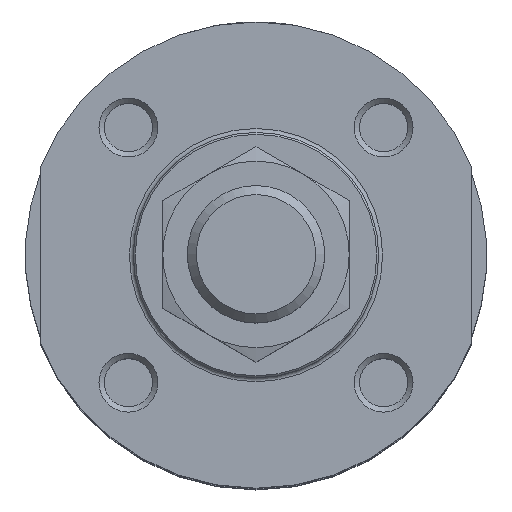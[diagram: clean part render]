
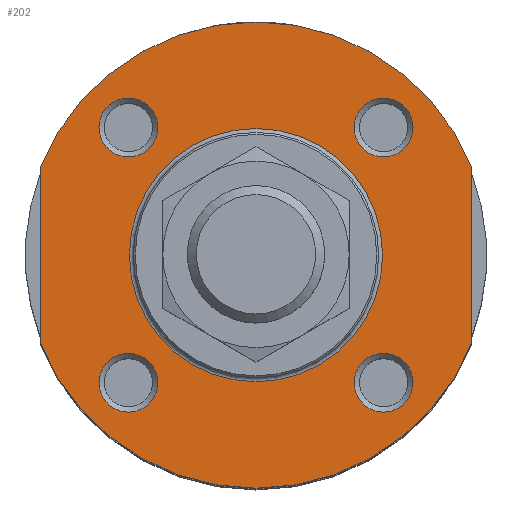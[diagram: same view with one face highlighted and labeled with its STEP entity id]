
A CAD part, top view. The second image highlights one B-rep face of the part: STEP entity #202.
In plain terms, the highlighted planar face has unit normal (0, 0, 1).
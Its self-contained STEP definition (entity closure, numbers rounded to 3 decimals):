
#202 = ADVANCED_FACE( '', ( #381, #382, #383, #384, #385, #386 ), #387, .T. );
#381 = FACE_BOUND( '', #692, .T. );
#382 = FACE_BOUND( '', #693, .T. );
#383 = FACE_BOUND( '', #694, .T. );
#384 = FACE_BOUND( '', #695, .T. );
#385 = FACE_BOUND( '', #696, .T. );
#386 = FACE_OUTER_BOUND( '', #697, .T. );
#387 = PLANE( '', #698 );
#692 = EDGE_LOOP( '', ( #1122 ) );
#693 = EDGE_LOOP( '', ( #1123 ) );
#694 = EDGE_LOOP( '', ( #1124 ) );
#695 = EDGE_LOOP( '', ( #1125 ) );
#696 = EDGE_LOOP( '', ( #1126 ) );
#697 = EDGE_LOOP( '', ( #1127, #1128, #1129, #1130 ) );
#698 = AXIS2_PLACEMENT_3D( '', #1131, #1132, #1133 );
#1122 = ORIENTED_EDGE( '', *, *, #1719, .T. );
#1123 = ORIENTED_EDGE( '', *, *, #1720, .T. );
#1124 = ORIENTED_EDGE( '', *, *, #1721, .T. );
#1125 = ORIENTED_EDGE( '', *, *, #1722, .T. );
#1126 = ORIENTED_EDGE( '', *, *, #1723, .T. );
#1127 = ORIENTED_EDGE( '', *, *, #1707, .T. );
#1128 = ORIENTED_EDGE( '', *, *, #1724, .T. );
#1129 = ORIENTED_EDGE( '', *, *, #1725, .T. );
#1130 = ORIENTED_EDGE( '', *, *, #1726, .T. );
#1131 = CARTESIAN_POINT( '', ( 0., 0., 0. ) );
#1132 = DIRECTION( '', ( 0., 0., 1. ) );
#1133 = DIRECTION( '', ( 1., 0., 0. ) );
#1707 = EDGE_CURVE( '', #1950, #1951, #1952, .T. );
#1719 = EDGE_CURVE( '', #1968, #1968, #1969, .T. );
#1720 = EDGE_CURVE( '', #1970, #1970, #1971, .T. );
#1721 = EDGE_CURVE( '', #1972, #1972, #1973, .T. );
#1722 = EDGE_CURVE( '', #1974, #1974, #1975, .T. );
#1723 = EDGE_CURVE( '', #1976, #1976, #1977, .T. );
#1724 = EDGE_CURVE( '', #1951, #1978, #1979, .T. );
#1725 = EDGE_CURVE( '', #1978, #1980, #1981, .T. );
#1726 = EDGE_CURVE( '', #1980, #1950, #1982, .T. );
#1950 = VERTEX_POINT( '', #2588 );
#1951 = VERTEX_POINT( '', #2589 );
#1952 = CIRCLE( '', #2590, 23.75 );
#1968 = VERTEX_POINT( '', #2611 );
#1969 = CIRCLE( '', #2612, 3. );
#1970 = VERTEX_POINT( '', #2613 );
#1971 = CIRCLE( '', #2614, 3. );
#1972 = VERTEX_POINT( '', #2615 );
#1973 = CIRCLE( '', #2616, 3. );
#1974 = VERTEX_POINT( '', #2617 );
#1975 = CIRCLE( '', #2618, 3. );
#1976 = VERTEX_POINT( '', #2619 );
#1977 = CIRCLE( '', #2620, 12.9 );
#1978 = VERTEX_POINT( '', #2621 );
#1979 = LINE( '', #2622, #2623 );
#1980 = VERTEX_POINT( '', #2624 );
#1981 = CIRCLE( '', #2625, 23.75 );
#1982 = LINE( '', #2626, #2627 );
#2588 = CARTESIAN_POINT( '', ( 22., 8.948, 0. ) );
#2589 = CARTESIAN_POINT( '', ( -22., 8.948, 0. ) );
#2590 = AXIS2_PLACEMENT_3D( '', #3097, #3098, #3099 );
#2611 = CARTESIAN_POINT( '', ( 10., -13., 0. ) );
#2612 = AXIS2_PLACEMENT_3D( '', #3123, #3124, #3125 );
#2613 = CARTESIAN_POINT( '', ( 10., 13., 0. ) );
#2614 = AXIS2_PLACEMENT_3D( '', #3126, #3127, #3128 );
#2615 = CARTESIAN_POINT( '', ( -16., -13., 0. ) );
#2616 = AXIS2_PLACEMENT_3D( '', #3129, #3130, #3131 );
#2617 = CARTESIAN_POINT( '', ( -16., 13., 0. ) );
#2618 = AXIS2_PLACEMENT_3D( '', #3132, #3133, #3134 );
#2619 = CARTESIAN_POINT( '', ( 0., 12.9, 0. ) );
#2620 = AXIS2_PLACEMENT_3D( '', #3135, #3136, #3137 );
#2621 = CARTESIAN_POINT( '', ( -22., -8.948, 0. ) );
#2622 = CARTESIAN_POINT( '', ( -22., 8.948, 0. ) );
#2623 = VECTOR( '', #3138, 1000. );
#2624 = CARTESIAN_POINT( '', ( 22., -8.948, 0. ) );
#2625 = AXIS2_PLACEMENT_3D( '', #3139, #3140, #3141 );
#2626 = CARTESIAN_POINT( '', ( 22., -8.948, 0. ) );
#2627 = VECTOR( '', #3142, 1000. );
#3097 = CARTESIAN_POINT( '', ( 0., 0., 0. ) );
#3098 = DIRECTION( '', ( 0., 0., 1. ) );
#3099 = DIRECTION( '', ( 1., 0., 0. ) );
#3123 = CARTESIAN_POINT( '', ( 13., -13., 0. ) );
#3124 = DIRECTION( '', ( 0., 0., -1. ) );
#3125 = DIRECTION( '', ( -1., 0., 0. ) );
#3126 = CARTESIAN_POINT( '', ( 13., 13., 0. ) );
#3127 = DIRECTION( '', ( 0., 0., -1. ) );
#3128 = DIRECTION( '', ( -1., 0., 0. ) );
#3129 = CARTESIAN_POINT( '', ( -13., -13., 0. ) );
#3130 = DIRECTION( '', ( 0., 0., -1. ) );
#3131 = DIRECTION( '', ( -1., 0., 0. ) );
#3132 = CARTESIAN_POINT( '', ( -13., 13., 0. ) );
#3133 = DIRECTION( '', ( 0., 0., -1. ) );
#3134 = DIRECTION( '', ( -1., 0., 0. ) );
#3135 = CARTESIAN_POINT( '', ( 0., 0., 0. ) );
#3136 = DIRECTION( '', ( 0., 0., -1. ) );
#3137 = DIRECTION( '', ( 0., 1., 0. ) );
#3138 = DIRECTION( '', ( 0., -1., 0. ) );
#3139 = CARTESIAN_POINT( '', ( 0., 0., 0. ) );
#3140 = DIRECTION( '', ( 0., 0., 1. ) );
#3141 = DIRECTION( '', ( 1., 0., 0. ) );
#3142 = DIRECTION( '', ( 0., 1., 0. ) );
